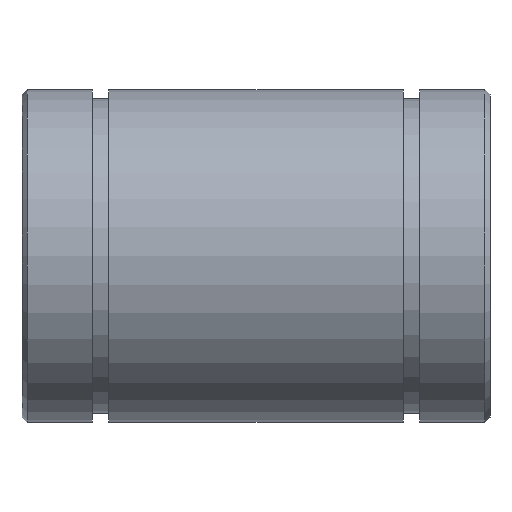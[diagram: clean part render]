
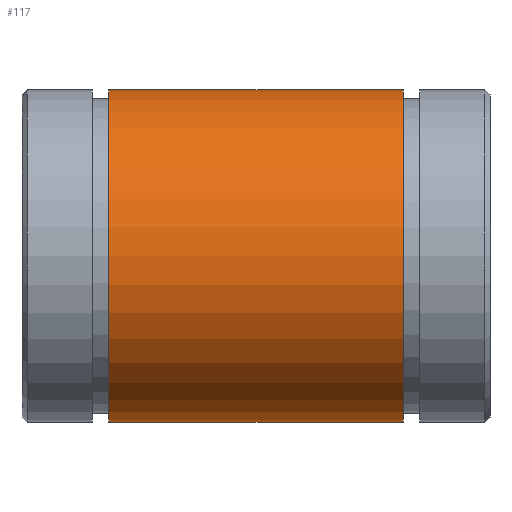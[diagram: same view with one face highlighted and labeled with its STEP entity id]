
A CAD part, top view. The second image highlights one B-rep face of the part: STEP entity #117.
In plain terms, the highlighted cylindrical face has radius 16 mm (diameter 32 mm), a partial arc.
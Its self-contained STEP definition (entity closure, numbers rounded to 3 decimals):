
#117 = ADVANCED_FACE( '', ( #219 ), #220, .T. );
#219 = FACE_OUTER_BOUND( '', #305, .T. );
#220 = CYLINDRICAL_SURFACE( '', #306, 16. );
#305 = EDGE_LOOP( '', ( #530, #531, #532, #533 ) );
#306 = AXIS2_PLACEMENT_3D( '', #534, #535, #536 );
#530 = ORIENTED_EDGE( '', *, *, #626, .T. );
#531 = ORIENTED_EDGE( '', *, *, #564, .T. );
#532 = ORIENTED_EDGE( '', *, *, #616, .F. );
#533 = ORIENTED_EDGE( '', *, *, #579, .T. );
#534 = CARTESIAN_POINT( '', ( 45., 0., 0. ) );
#535 = DIRECTION( '', ( -1., 0., 0. ) );
#536 = DIRECTION( '', ( 0., 0., -1. ) );
#564 = EDGE_CURVE( '', #674, #672, #675, .T. );
#579 = EDGE_CURVE( '', #703, #701, #704, .F. );
#616 = EDGE_CURVE( '', #703, #672, #750, .T. );
#626 = EDGE_CURVE( '', #701, #674, #760, .T. );
#672 = VERTEX_POINT( '', #822 );
#674 = VERTEX_POINT( '', #825 );
#675 = LINE( '', #826, #827 );
#701 = VERTEX_POINT( '', #865 );
#703 = VERTEX_POINT( '', #868 );
#704 = LINE( '', #869, #870 );
#750 = CIRCLE( '', #928, 16. );
#760 = CIRCLE( '', #938, 16. );
#822 = CARTESIAN_POINT( '', ( 36.65, -8., -13.856 ) );
#825 = CARTESIAN_POINT( '', ( 8.35, -8., -13.856 ) );
#826 = CARTESIAN_POINT( '', ( 45., -8., -13.856 ) );
#827 = VECTOR( '', #972, 1000. );
#865 = CARTESIAN_POINT( '', ( 8.35, 8., -13.856 ) );
#868 = CARTESIAN_POINT( '', ( 36.65, 8., -13.856 ) );
#869 = CARTESIAN_POINT( '', ( 45., 8., -13.856 ) );
#870 = VECTOR( '', #986, 1000. );
#928 = AXIS2_PLACEMENT_3D( '', #1038, #1039, #1040 );
#938 = AXIS2_PLACEMENT_3D( '', #1047, #1048, #1049 );
#972 = DIRECTION( '', ( 1., 0., 0. ) );
#986 = DIRECTION( '', ( 1., 0., 0. ) );
#1038 = CARTESIAN_POINT( '', ( 36.65, 0., 0. ) );
#1039 = DIRECTION( '', ( 1., 0., 0. ) );
#1040 = DIRECTION( '', ( 0., 0., -1. ) );
#1047 = CARTESIAN_POINT( '', ( 8.35, 0., 0. ) );
#1048 = DIRECTION( '', ( 1., 0., 0. ) );
#1049 = DIRECTION( '', ( 0., 0., -1. ) );
